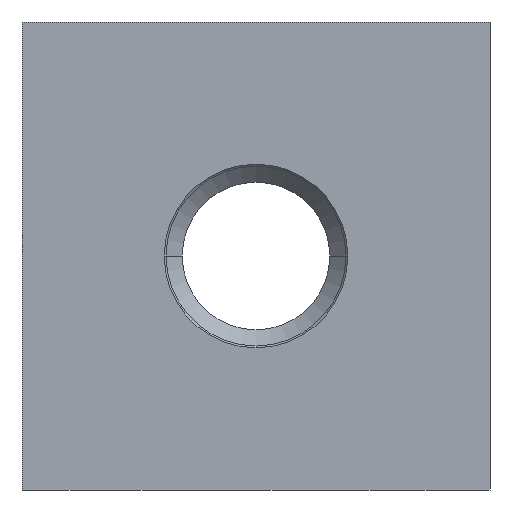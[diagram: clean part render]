
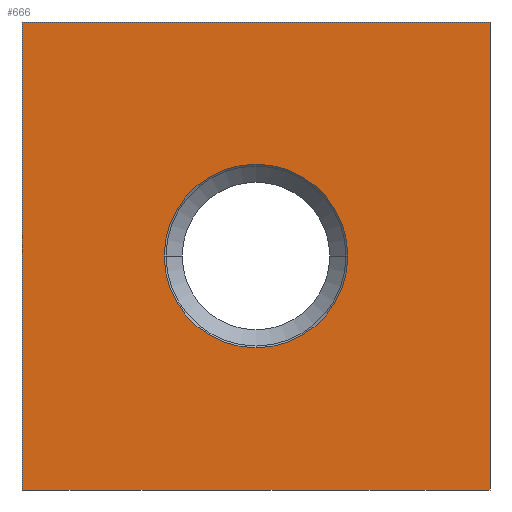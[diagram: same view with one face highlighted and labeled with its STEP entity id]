
A CAD part, front view. The second image highlights one B-rep face of the part: STEP entity #666.
In plain terms, the highlighted planar face has unit normal (0, -1, 0).
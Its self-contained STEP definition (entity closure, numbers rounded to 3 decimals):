
#328=DIRECTION('',(0.,0.,1.));
#329=VECTOR('',#328,13.);
#330=CARTESIAN_POINT('',(-6.5,0.,-6.5));
#331=LINE('',#330,#329);
#336=DIRECTION('',(1.,0.,0.));
#337=VECTOR('',#336,13.);
#338=CARTESIAN_POINT('',(-6.5,0.,6.5));
#339=LINE('',#338,#337);
#343=DIRECTION('',(0.,0.,-1.));
#344=VECTOR('',#343,13.);
#345=CARTESIAN_POINT('',(6.5,0.,6.5));
#346=LINE('',#345,#344);
#350=DIRECTION('',(-1.,0.,0.));
#351=VECTOR('',#350,13.);
#352=CARTESIAN_POINT('',(6.5,0.,-6.5));
#353=LINE('',#352,#351);
#357=CARTESIAN_POINT('',(0.,0.,0.));
#358=DIRECTION('',(0.,1.,0.));
#359=DIRECTION('',(-1.,0.,0.));
#360=AXIS2_PLACEMENT_3D('',#357,#358,#359);
#365=CARTESIAN_POINT('',(0.,0.,0.));
#366=DIRECTION('',(0.,1.,0.));
#367=DIRECTION('',(1.,0.,0.));
#368=AXIS2_PLACEMENT_3D('',#365,#366,#367);
#613=CARTESIAN_POINT('',(-6.5,0.,-6.5));
#614=CARTESIAN_POINT('',(-6.5,0.,6.5));
#615=VERTEX_POINT('',#613);
#616=VERTEX_POINT('',#614);
#617=CARTESIAN_POINT('',(6.5,0.,6.5));
#618=VERTEX_POINT('',#617);
#619=CARTESIAN_POINT('',(6.5,0.,-6.5));
#620=VERTEX_POINT('',#619);
#637=CARTESIAN_POINT('',(-2.55,0.,0.));
#638=CARTESIAN_POINT('',(2.55,0.,0.));
#639=VERTEX_POINT('',#637);
#640=VERTEX_POINT('',#638);
#645=CARTESIAN_POINT('',(0.,0.,0.));
#646=DIRECTION('',(0.,1.,0.));
#647=DIRECTION('',(1.,0.,0.));
#648=AXIS2_PLACEMENT_3D('',#645,#646,#647);
#649=PLANE('',#648);
#651=ORIENTED_EDGE('',*,*,#650,.T.);
#653=ORIENTED_EDGE('',*,*,#652,.T.);
#655=ORIENTED_EDGE('',*,*,#654,.T.);
#657=ORIENTED_EDGE('',*,*,#656,.T.);
#658=EDGE_LOOP('',(#651,#653,#655,#657));
#659=FACE_OUTER_BOUND('',#658,.F.);
#661=ORIENTED_EDGE('',*,*,#660,.F.);
#663=ORIENTED_EDGE('',*,*,#662,.F.);
#664=EDGE_LOOP('',(#661,#663));
#665=FACE_BOUND('',#664,.F.);
#361=CIRCLE('',#360,2.55);
#369=CIRCLE('',#368,2.55);
#650=EDGE_CURVE('',#615,#616,#331,.T.);
#652=EDGE_CURVE('',#616,#618,#339,.T.);
#654=EDGE_CURVE('',#618,#620,#346,.T.);
#656=EDGE_CURVE('',#620,#615,#353,.T.);
#660=EDGE_CURVE('',#639,#640,#361,.T.);
#662=EDGE_CURVE('',#640,#639,#369,.T.);
#666=ADVANCED_FACE('',(#659,#665),#649,.F.);
